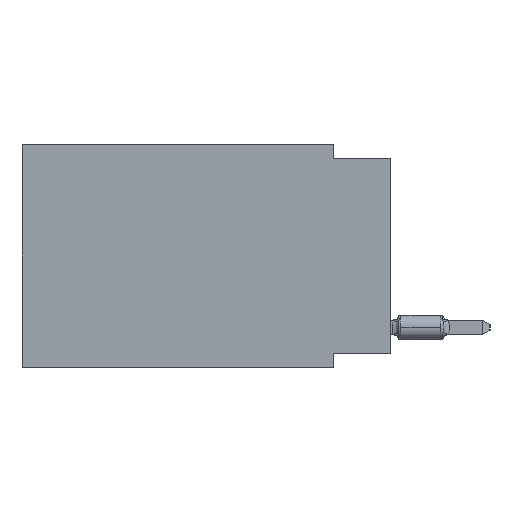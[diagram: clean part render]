
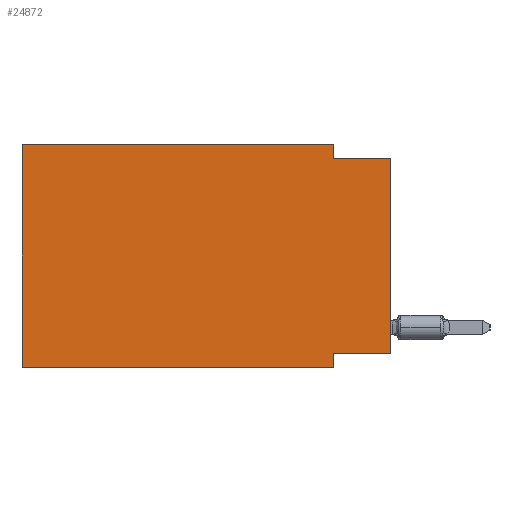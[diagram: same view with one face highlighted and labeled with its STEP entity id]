
A CAD part, left-side view. The second image highlights one B-rep face of the part: STEP entity #24872.
In plain terms, the highlighted planar face has unit normal (-1, 0, 0).
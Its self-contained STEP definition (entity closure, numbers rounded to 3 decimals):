
#3175 = VECTOR ( 'NONE', #27162, 1000. ) ;
#3233 = VERTEX_POINT ( 'NONE', #33202 ) ;
#3878 = CARTESIAN_POINT ( 'NONE',  ( 0., 2.54, -9.906 ) ) ;
#4435 = DIRECTION ( 'NONE',  ( 0., 1., 0. ) ) ;
#4674 = DIRECTION ( 'NONE',  ( 0., 0., 1. ) ) ;
#4689 = EDGE_CURVE ( 'NONE', #12625, #35709, #19380, .T. ) ;
#5794 = ORIENTED_EDGE ( 'NONE', *, *, #37376, .F. ) ;
#6237 = VERTEX_POINT ( 'NONE', #22061 ) ;
#6432 = VERTEX_POINT ( 'NONE', #25745 ) ;
#6503 = DIRECTION ( 'NONE',  ( 0., -1., 0. ) ) ;
#6704 = CARTESIAN_POINT ( 'NONE',  ( 0., 16.383, -9.906 ) ) ;
#6787 = ORIENTED_EDGE ( 'NONE', *, *, #16082, .F. ) ;
#7338 = PLANE ( 'NONE',  #13558 ) ;
#7477 = VECTOR ( 'NONE', #36564, 1000. ) ;
#7511 = CARTESIAN_POINT ( 'NONE',  ( 0., 2.54, 0. ) ) ;
#7974 = DIRECTION ( 'NONE',  ( 0., -1., 0. ) ) ;
#10282 = LINE ( 'NONE', #7511, #7477 ) ;
#10806 = VECTOR ( 'NONE', #6503, 1000. ) ;
#10907 = CARTESIAN_POINT ( 'NONE',  ( 0., 0., -9.271 ) ) ;
#11294 = EDGE_CURVE ( 'NONE', #12625, #30921, #13513, .T. ) ;
#12625 = VERTEX_POINT ( 'NONE', #38134 ) ;
#13144 = DIRECTION ( 'NONE',  ( 0., 0., 1. ) ) ;
#13513 = LINE ( 'NONE', #34464, #28791 ) ;
#13525 = CARTESIAN_POINT ( 'NONE',  ( 0., 16.383, 0. ) ) ;
#13558 = AXIS2_PLACEMENT_3D ( 'NONE', #24425, #33822, #25013 ) ;
#13612 = ORIENTED_EDGE ( 'NONE', *, *, #19339, .F. ) ;
#14052 = LINE ( 'NONE', #17001, #17430 ) ;
#14541 = ORIENTED_EDGE ( 'NONE', *, *, #17087, .F. ) ;
#16082 = EDGE_CURVE ( 'NONE', #6237, #30921, #26972, .T. ) ;
#17001 = CARTESIAN_POINT ( 'NONE',  ( 0., 16.383, 0. ) ) ;
#17087 = EDGE_CURVE ( 'NONE', #21956, #3233, #14052, .T. ) ;
#17397 = VECTOR ( 'NONE', #28010, 1000. ) ;
#17430 = VECTOR ( 'NONE', #7974, 1000. ) ;
#18088 = ORIENTED_EDGE ( 'NONE', *, *, #11294, .T. ) ;
#18597 = EDGE_CURVE ( 'NONE', #6432, #31575, #22706, .T. ) ;
#19339 = EDGE_CURVE ( 'NONE', #3233, #6237, #10282, .T. ) ;
#19380 = LINE ( 'NONE', #10907, #30273 ) ;
#21498 = FACE_OUTER_BOUND ( 'NONE', #38799, .T. ) ;
#21956 = VERTEX_POINT ( 'NONE', #34462 ) ;
#22061 = CARTESIAN_POINT ( 'NONE',  ( 0., 2.54, -0.635 ) ) ;
#22300 = VECTOR ( 'NONE', #4674, 1000. ) ;
#22505 = CARTESIAN_POINT ( 'NONE',  ( 0., 2.54, -9.906 ) ) ;
#22706 = LINE ( 'NONE', #6704, #10806 ) ;
#24425 = CARTESIAN_POINT ( 'NONE',  ( 0., 16.383, 0. ) ) ;
#24872 = ADVANCED_FACE ( 'NONE', ( #21498 ), #7338, .F. ) ;
#25013 = DIRECTION ( 'NONE',  ( 0., 0., -1. ) ) ;
#25745 = CARTESIAN_POINT ( 'NONE',  ( 0., 16.383, -9.906 ) ) ;
#26617 = EDGE_CURVE ( 'NONE', #35709, #31575, #27612, .T. ) ;
#26846 = ORIENTED_EDGE ( 'NONE', *, *, #18597, .T. ) ;
#26972 = LINE ( 'NONE', #38735, #3175 ) ;
#27036 = ORIENTED_EDGE ( 'NONE', *, *, #4689, .F. ) ;
#27162 = DIRECTION ( 'NONE',  ( 0., -1., 0. ) ) ;
#27612 = LINE ( 'NONE', #3878, #17397 ) ;
#28010 = DIRECTION ( 'NONE',  ( 0., 0., -1. ) ) ;
#28240 = LINE ( 'NONE', #13525, #22300 ) ;
#28791 = VECTOR ( 'NONE', #13144, 1000. ) ;
#29724 = ORIENTED_EDGE ( 'NONE', *, *, #26617, .F. ) ;
#30273 = VECTOR ( 'NONE', #4435, 1000. ) ;
#30921 = VERTEX_POINT ( 'NONE', #35104 ) ;
#31575 = VERTEX_POINT ( 'NONE', #22505 ) ;
#31585 = CARTESIAN_POINT ( 'NONE',  ( 0., 2.54, -9.271 ) ) ;
#33202 = CARTESIAN_POINT ( 'NONE',  ( 0., 2.54, 0. ) ) ;
#33822 = DIRECTION ( 'NONE',  ( 1., 0., 0. ) ) ;
#34462 = CARTESIAN_POINT ( 'NONE',  ( 0., 16.383, 0. ) ) ;
#34464 = CARTESIAN_POINT ( 'NONE',  ( 0., 0., 0. ) ) ;
#35104 = CARTESIAN_POINT ( 'NONE',  ( 0., 0., -0.635 ) ) ;
#35709 = VERTEX_POINT ( 'NONE', #31585 ) ;
#36564 = DIRECTION ( 'NONE',  ( 0., 0., -1. ) ) ;
#37376 = EDGE_CURVE ( 'NONE', #6432, #21956, #28240, .T. ) ;
#38134 = CARTESIAN_POINT ( 'NONE',  ( 0., 0., -9.271 ) ) ;
#38735 = CARTESIAN_POINT ( 'NONE',  ( 0., 0., -0.635 ) ) ;
#38799 = EDGE_LOOP ( 'NONE', ( #18088, #6787, #13612, #14541, #5794, #26846, #29724, #27036 ) ) ;
